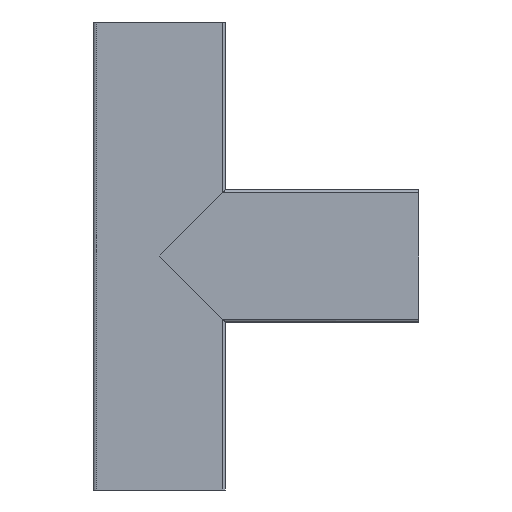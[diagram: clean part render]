
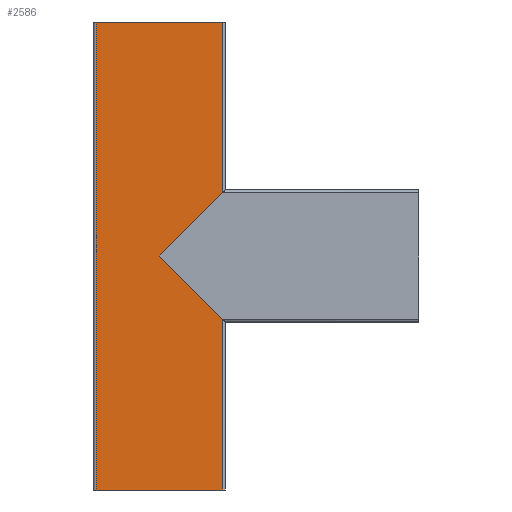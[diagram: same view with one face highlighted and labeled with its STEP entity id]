
A CAD part, front view. The second image highlights one B-rep face of the part: STEP entity #2586.
In plain terms, the highlighted planar face has unit normal (0, -1, 0).
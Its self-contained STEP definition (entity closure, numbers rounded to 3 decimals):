
#71 = VECTOR ( 'NONE', #2899, 1000. ) ;
#162 = LINE ( 'NONE', #3593, #1486 ) ;
#295 = VECTOR ( 'NONE', #2904, 1000. ) ;
#375 = CARTESIAN_POINT ( 'NONE',  ( -62., -70., 460. ) ) ;
#484 = CARTESIAN_POINT ( 'NONE',  ( 62., -70., 292. ) ) ;
#498 = CARTESIAN_POINT ( 'NONE',  ( 0., -70., 230. ) ) ;
#848 = CARTESIAN_POINT ( 'NONE',  ( -62., -70., 0. ) ) ;
#1005 = FACE_OUTER_BOUND ( 'NONE', #3566, .T. ) ;
#1243 = DIRECTION ( 'NONE',  ( 0., 0., 1. ) ) ;
#1245 = DIRECTION ( 'NONE',  ( 0., 1., 0. ) ) ;
#1251 = PLANE ( 'NONE',  #1913 ) ;
#1279 = CARTESIAN_POINT ( 'NONE',  ( -62., -70., 460. ) ) ;
#1297 = VECTOR ( 'NONE', #3248, 1000. ) ;
#1486 = VECTOR ( 'NONE', #3481, 1000. ) ;
#1523 = LINE ( 'NONE', #3312, #1297 ) ;
#1525 = DIRECTION ( 'NONE',  ( 0., 0., -1. ) ) ;
#1590 = CARTESIAN_POINT ( 'NONE',  ( 62., -70., 460. ) ) ;
#1630 = VECTOR ( 'NONE', #3098, 1000. ) ;
#1888 = CARTESIAN_POINT ( 'NONE',  ( 62., -70., 0. ) ) ;
#1913 = AXIS2_PLACEMENT_3D ( 'NONE', #1279, #1245, #1243 ) ;
#1992 = VECTOR ( 'NONE', #1525, 1000. ) ;
#2081 = CARTESIAN_POINT ( 'NONE',  ( 62., -70., 168. ) ) ;
#2114 = LINE ( 'NONE', #3028, #295 ) ;
#2377 = VERTEX_POINT ( 'NONE', #1888 ) ;
#2396 = CARTESIAN_POINT ( 'NONE',  ( 62., -70., 460. ) ) ;
#2586 = ADVANCED_FACE ( 'NONE', ( #1005 ), #1251, .F. ) ;
#2736 = VECTOR ( 'NONE', #3371, 1000. ) ;
#2748 = VERTEX_POINT ( 'NONE', #848 ) ;
#2881 = VERTEX_POINT ( 'NONE', #484 ) ;
#2882 = CARTESIAN_POINT ( 'NONE',  ( -62., -70., 0. ) ) ;
#2889 = VERTEX_POINT ( 'NONE', #498 ) ;
#2899 = DIRECTION ( 'NONE',  ( 1., 0., 0. ) ) ;
#2904 = DIRECTION ( 'NONE',  ( 1., 0., 0. ) ) ;
#2926 = VERTEX_POINT ( 'NONE', #375 ) ;
#3028 = CARTESIAN_POINT ( 'NONE',  ( -62., -70., 460. ) ) ;
#3077 = LINE ( 'NONE', #3330, #2736 ) ;
#3098 = DIRECTION ( 'NONE',  ( 0., 0., -1. ) ) ;
#3104 = LINE ( 'NONE', #2882, #71 ) ;
#3248 = DIRECTION ( 'NONE',  ( 0.707, 0., 0.707 ) ) ;
#3253 = EDGE_CURVE ( 'NONE', #3801, #2377, #3899, .T. ) ;
#3312 = CARTESIAN_POINT ( 'NONE',  ( 0., -70., 230. ) ) ;
#3330 = CARTESIAN_POINT ( 'NONE',  ( 65., -70., 165. ) ) ;
#3371 = DIRECTION ( 'NONE',  ( -0.707, 0., 0.707 ) ) ;
#3389 = CARTESIAN_POINT ( 'NONE',  ( 62., -70., 460. ) ) ;
#3481 = DIRECTION ( 'NONE',  ( 0., 0., -1. ) ) ;
#3566 = EDGE_LOOP ( 'NONE', ( #3995, #4032, #4053, #4093, #4110, #4214, #4224 ) ) ;
#3593 = CARTESIAN_POINT ( 'NONE',  ( -62., -70., 460. ) ) ;
#3692 = EDGE_CURVE ( 'NONE', #2926, #2748, #162, .T. ) ;
#3705 = EDGE_CURVE ( 'NONE', #3801, #2889, #3077, .T. ) ;
#3707 = EDGE_CURVE ( 'NONE', #2889, #2881, #1523, .T. ) ;
#3713 = EDGE_CURVE ( 'NONE', #3780, #2881, #3751, .T. ) ;
#3725 = EDGE_CURVE ( 'NONE', #2926, #3780, #2114, .T. ) ;
#3742 = EDGE_CURVE ( 'NONE', #2748, #2377, #3104, .T. ) ;
#3751 = LINE ( 'NONE', #3389, #1630 ) ;
#3780 = VERTEX_POINT ( 'NONE', #2396 ) ;
#3801 = VERTEX_POINT ( 'NONE', #2081 ) ;
#3899 = LINE ( 'NONE', #1590, #1992 ) ;
#3995 = ORIENTED_EDGE ( 'NONE', *, *, #3253, .F. ) ;
#4032 = ORIENTED_EDGE ( 'NONE', *, *, #3705, .T. ) ;
#4053 = ORIENTED_EDGE ( 'NONE', *, *, #3707, .T. ) ;
#4093 = ORIENTED_EDGE ( 'NONE', *, *, #3713, .F. ) ;
#4110 = ORIENTED_EDGE ( 'NONE', *, *, #3725, .F. ) ;
#4214 = ORIENTED_EDGE ( 'NONE', *, *, #3692, .T. ) ;
#4224 = ORIENTED_EDGE ( 'NONE', *, *, #3742, .T. ) ;
